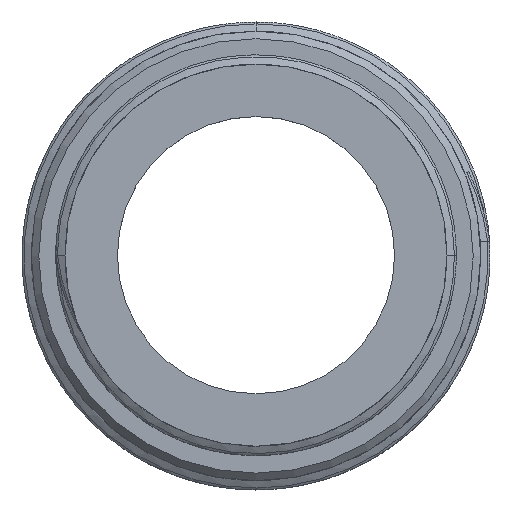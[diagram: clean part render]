
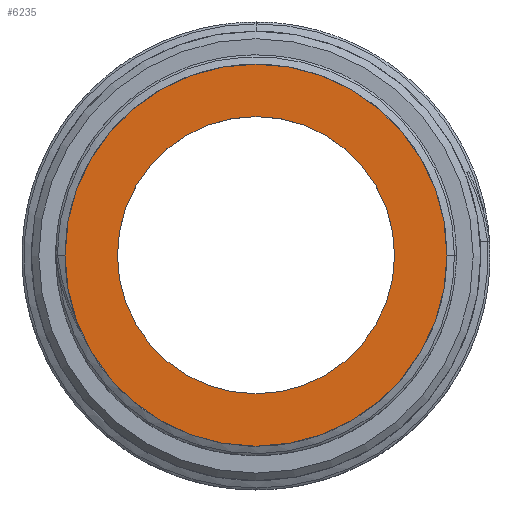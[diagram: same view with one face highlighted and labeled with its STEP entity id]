
A CAD part, top view. The second image highlights one B-rep face of the part: STEP entity #6235.
In plain terms, the highlighted planar face has unit normal (0, 0, 1).
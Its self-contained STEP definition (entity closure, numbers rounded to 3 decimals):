
#5337 = CYLINDRICAL_SURFACE('',#5338,18.5);
#5338 = AXIS2_PLACEMENT_3D('',#5339,#5340,#5341);
#5339 = CARTESIAN_POINT('',(0.,0.,70.));
#5340 = DIRECTION('',(0.,0.,1.));
#5341 = DIRECTION('',(0.,1.,0.));
#5765 = VERTEX_POINT('',#5766);
#5766 = CARTESIAN_POINT('',(0.,18.5,70.));
#5789 = EDGE_CURVE('',#5765,#5765,#5790,.T.);
#5790 = SURFACE_CURVE('',#5791,(#5796,#5803),.PCURVE_S1.);
#5791 = CIRCLE('',#5792,18.5);
#5792 = AXIS2_PLACEMENT_3D('',#5793,#5794,#5795);
#5793 = CARTESIAN_POINT('',(0.,0.,70.));
#5794 = DIRECTION('',(0.,-0.,1.));
#5795 = DIRECTION('',(0.,1.,0.));
#5796 = PCURVE('',#5337,#5797);
#5797 = DEFINITIONAL_REPRESENTATION('',(#5798),#5802);
#5798 = LINE('',#5799,#5800);
#5799 = CARTESIAN_POINT('',(0.,0.));
#5800 = VECTOR('',#5801,1.);
#5801 = DIRECTION('',(1.,0.));
#5802 = ( GEOMETRIC_REPRESENTATION_CONTEXT(2) 
PARAMETRIC_REPRESENTATION_CONTEXT() REPRESENTATION_CONTEXT('2D SPACE',''
  ) );
#5803 = PCURVE('',#5804,#5809);
#5804 = PLANE('',#5805);
#5805 = AXIS2_PLACEMENT_3D('',#5806,#5807,#5808);
#5806 = CARTESIAN_POINT('',(0.,0.,70.));
#5807 = DIRECTION('',(0.,0.,1.));
#5808 = DIRECTION('',(1.,0.,0.));
#5809 = DEFINITIONAL_REPRESENTATION('',(#5810),#5814);
#5810 = CIRCLE('',#5811,18.5);
#5811 = AXIS2_PLACEMENT_2D('',#5812,#5813);
#5812 = CARTESIAN_POINT('',(0.,0.));
#5813 = DIRECTION('',(0.,1.));
#5814 = ( GEOMETRIC_REPRESENTATION_CONTEXT(2) 
PARAMETRIC_REPRESENTATION_CONTEXT() REPRESENTATION_CONTEXT('2D SPACE',''
  ) );
#6235 = ADVANCED_FACE('',(#6236,#6267),#5804,.T.);
#6236 = FACE_BOUND('',#6237,.T.);
#6237 = EDGE_LOOP('',(#6238));
#6238 = ORIENTED_EDGE('',*,*,#6239,.T.);
#6239 = EDGE_CURVE('',#6240,#6240,#6242,.T.);
#6240 = VERTEX_POINT('',#6241);
#6241 = CARTESIAN_POINT('',(25.5,0.,70.));
#6242 = SURFACE_CURVE('',#6243,(#6248,#6255),.PCURVE_S1.);
#6243 = CIRCLE('',#6244,25.5);
#6244 = AXIS2_PLACEMENT_3D('',#6245,#6246,#6247);
#6245 = CARTESIAN_POINT('',(0.,0.,70.));
#6246 = DIRECTION('',(0.,0.,1.));
#6247 = DIRECTION('',(1.,0.,0.));
#6248 = PCURVE('',#5804,#6249);
#6249 = DEFINITIONAL_REPRESENTATION('',(#6250),#6254);
#6250 = CIRCLE('',#6251,25.5);
#6251 = AXIS2_PLACEMENT_2D('',#6252,#6253);
#6252 = CARTESIAN_POINT('',(0.,0.));
#6253 = DIRECTION('',(1.,0.));
#6254 = ( GEOMETRIC_REPRESENTATION_CONTEXT(2) 
PARAMETRIC_REPRESENTATION_CONTEXT() REPRESENTATION_CONTEXT('2D SPACE',''
  ) );
#6255 = PCURVE('',#6256,#6261);
#6256 = CYLINDRICAL_SURFACE('',#6257,25.5);
#6257 = AXIS2_PLACEMENT_3D('',#6258,#6259,#6260);
#6258 = CARTESIAN_POINT('',(0.,0.,13.));
#6259 = DIRECTION('',(-0.,-0.,-1.));
#6260 = DIRECTION('',(1.,0.,0.));
#6261 = DEFINITIONAL_REPRESENTATION('',(#6262),#6266);
#6262 = LINE('',#6263,#6264);
#6263 = CARTESIAN_POINT('',(-0.,-57.));
#6264 = VECTOR('',#6265,1.);
#6265 = DIRECTION('',(-1.,0.));
#6266 = ( GEOMETRIC_REPRESENTATION_CONTEXT(2) 
PARAMETRIC_REPRESENTATION_CONTEXT() REPRESENTATION_CONTEXT('2D SPACE',''
  ) );
#6267 = FACE_BOUND('',#6268,.T.);
#6268 = EDGE_LOOP('',(#6269));
#6269 = ORIENTED_EDGE('',*,*,#5789,.F.);
